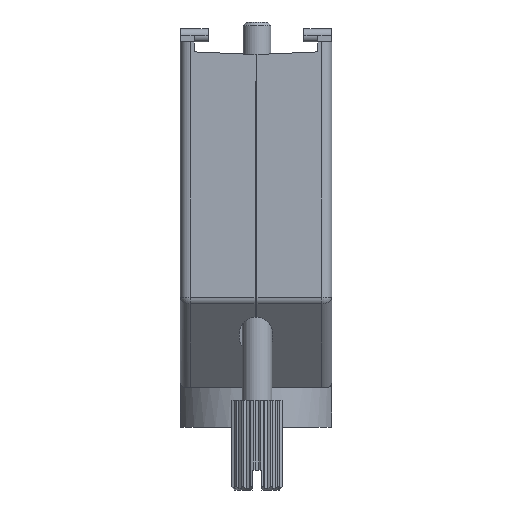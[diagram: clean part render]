
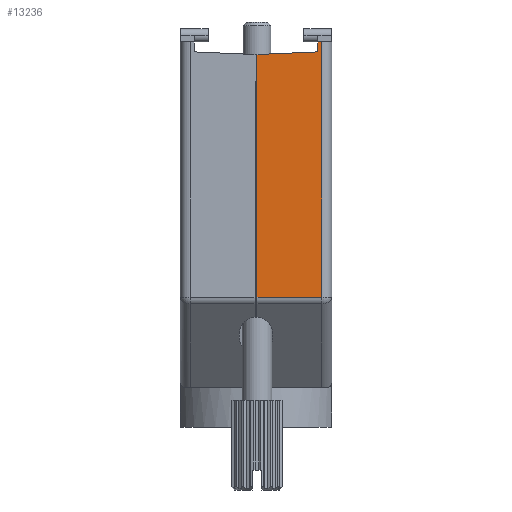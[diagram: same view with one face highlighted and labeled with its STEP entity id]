
A CAD part, left-side view. The second image highlights one B-rep face of the part: STEP entity #13236.
In plain terms, the highlighted planar face has unit normal (-1, 0, 0).
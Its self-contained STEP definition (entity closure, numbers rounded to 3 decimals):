
#522 = CARTESIAN_POINT ( 'NONE',  ( -15.65, -10., -1.3 ) ) ;
#613 = ORIENTED_EDGE ( 'NONE', *, *, #12826, .T. ) ;
#677 = EDGE_CURVE ( 'NONE', #17424, #20118, #6173, .T. ) ;
#910 = DIRECTION ( 'NONE',  ( -1., 0., 0. ) ) ;
#1056 = CARTESIAN_POINT ( 'NONE',  ( -15.65, 0., -26.923 ) ) ;
#2618 = CARTESIAN_POINT ( 'NONE',  ( -15.65, -7.5, -26.923 ) ) ;
#3355 = EDGE_LOOP ( 'NONE', ( #16115, #9908, #613, #13289, #11573, #9679 ) ) ;
#3466 = CARTESIAN_POINT ( 'NONE',  ( -15.65, -6.5, -1.3 ) ) ;
#3495 = LINE ( 'NONE', #9845, #5460 ) ;
#4098 = DIRECTION ( 'NONE',  ( 0., -1., 0. ) ) ;
#4131 = VECTOR ( 'NONE', #6533, 1000. ) ;
#4616 = LINE ( 'NONE', #20714, #16713 ) ;
#5460 = VECTOR ( 'NONE', #13139, 1000. ) ;
#5699 = CARTESIAN_POINT ( 'NONE',  ( -15.65, 0., -2.566 ) ) ;
#5760 = DIRECTION ( 'NONE',  ( 0., 0., 1. ) ) ;
#6148 = VERTEX_POINT ( 'NONE', #18735 ) ;
#6168 = VERTEX_POINT ( 'NONE', #1056 ) ;
#6173 = LINE ( 'NONE', #7965, #16636 ) ;
#6504 = EDGE_CURVE ( 'NONE', #6168, #6148, #12161, .T. ) ;
#6533 = DIRECTION ( 'NONE',  ( 0., -0.999, 0.044 ) ) ;
#7965 = CARTESIAN_POINT ( 'NONE',  ( -15.65, -6.1, -1.3 ) ) ;
#8946 = PLANE ( 'NONE',  #14705 ) ;
#9025 = EDGE_CURVE ( 'NONE', #6168, #20904, #3495, .T. ) ;
#9456 = DIRECTION ( 'NONE',  ( 0., 0., -1. ) ) ;
#9614 = LINE ( 'NONE', #20957, #4131 ) ;
#9679 = ORIENTED_EDGE ( 'NONE', *, *, #10516, .F. ) ;
#9845 = CARTESIAN_POINT ( 'NONE',  ( -15.65, 0., 0. ) ) ;
#9908 = ORIENTED_EDGE ( 'NONE', *, *, #6504, .T. ) ;
#10516 = EDGE_CURVE ( 'NONE', #20904, #20118, #9614, .T. ) ;
#10839 = CARTESIAN_POINT ( 'NONE',  ( -15.65, -7.5, 0. ) ) ;
#10973 = VECTOR ( 'NONE', #13221, 1000. ) ;
#11408 = VERTEX_POINT ( 'NONE', #3466 ) ;
#11573 = ORIENTED_EDGE ( 'NONE', *, *, #677, .T. ) ;
#11690 = CARTESIAN_POINT ( 'NONE',  ( -15.65, -6.1, -1.3 ) ) ;
#12083 = VECTOR ( 'NONE', #4098, 1000. ) ;
#12161 = LINE ( 'NONE', #2618, #12083 ) ;
#12219 = CARTESIAN_POINT ( 'NONE',  ( -15.65, -6.1, -2.3 ) ) ;
#12826 = EDGE_CURVE ( 'NONE', #6148, #11408, #4616, .T. ) ;
#13139 = DIRECTION ( 'NONE',  ( 0., 0., 1. ) ) ;
#13221 = DIRECTION ( 'NONE',  ( 0., 1., 0. ) ) ;
#13236 = ADVANCED_FACE ( 'NONE', ( #14043 ), #8946, .T. ) ;
#13289 = ORIENTED_EDGE ( 'NONE', *, *, #16663, .T. ) ;
#13337 = LINE ( 'NONE', #522, #10973 ) ;
#14043 = FACE_OUTER_BOUND ( 'NONE', #3355, .T. ) ;
#14168 = DIRECTION ( 'NONE',  ( 0., 0., 1. ) ) ;
#14705 = AXIS2_PLACEMENT_3D ( 'NONE', #10839, #910, #5760 ) ;
#16115 = ORIENTED_EDGE ( 'NONE', *, *, #9025, .F. ) ;
#16636 = VECTOR ( 'NONE', #9456, 1000. ) ;
#16663 = EDGE_CURVE ( 'NONE', #11408, #17424, #13337, .T. ) ;
#16713 = VECTOR ( 'NONE', #14168, 1000. ) ;
#17424 = VERTEX_POINT ( 'NONE', #11690 ) ;
#18735 = CARTESIAN_POINT ( 'NONE',  ( -15.65, -6.5, -26.923 ) ) ;
#20118 = VERTEX_POINT ( 'NONE', #12219 ) ;
#20714 = CARTESIAN_POINT ( 'NONE',  ( -15.65, -6.5, 0. ) ) ;
#20904 = VERTEX_POINT ( 'NONE', #5699 ) ;
#20957 = CARTESIAN_POINT ( 'NONE',  ( -15.65, -7.598, -2.235 ) ) ;
